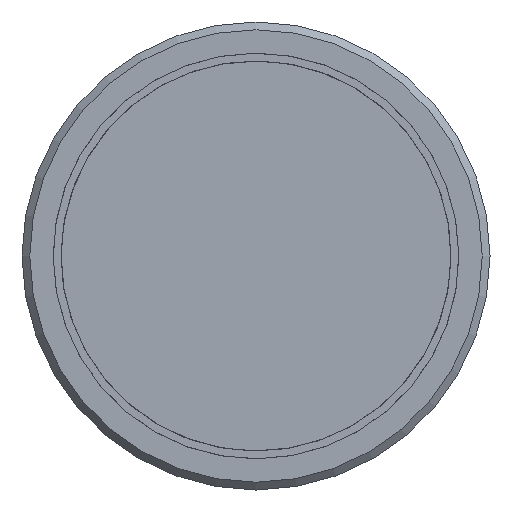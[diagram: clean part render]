
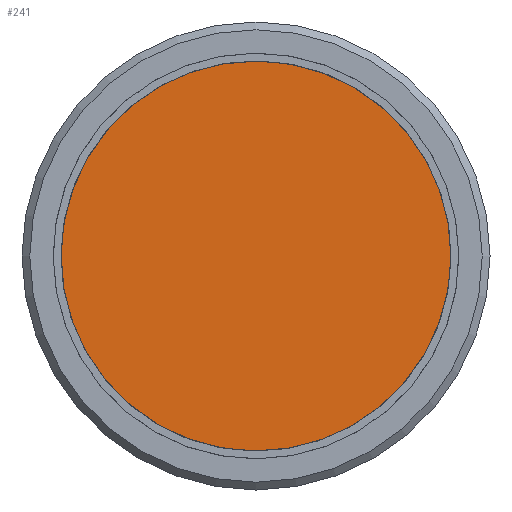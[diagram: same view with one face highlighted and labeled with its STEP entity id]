
A CAD part, front view. The second image highlights one B-rep face of the part: STEP entity #241.
In plain terms, the highlighted face is planar.
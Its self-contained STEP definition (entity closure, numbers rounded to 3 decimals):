
#46=PLANE('',#362);
#66=FACE_OUTER_BOUND('',#84,.T.);
#84=EDGE_LOOP('',(#214));
#121=CIRCLE('',#359,2.5);
#140=VERTEX_POINT('',#510);
#164=EDGE_CURVE('',#140,#140,#121,.T.);
#214=ORIENTED_EDGE('',*,*,#164,.T.);
#241=ADVANCED_FACE('',(#66),#46,.T.);
#359=AXIS2_PLACEMENT_3D('',#511,#431,#432);
#362=AXIS2_PLACEMENT_3D('',#516,#438,#439);
#431=DIRECTION('center_axis',(0.,0.,1.));
#432=DIRECTION('ref_axis',(-1.,0.,0.));
#438=DIRECTION('center_axis',(0.,0.,1.));
#439=DIRECTION('ref_axis',(1.,0.,0.));
#510=CARTESIAN_POINT('',(2.5,0.,2.8));
#511=CARTESIAN_POINT('Origin',(0.,0.,2.8));
#516=CARTESIAN_POINT('Origin',(0.,0.,2.8));
